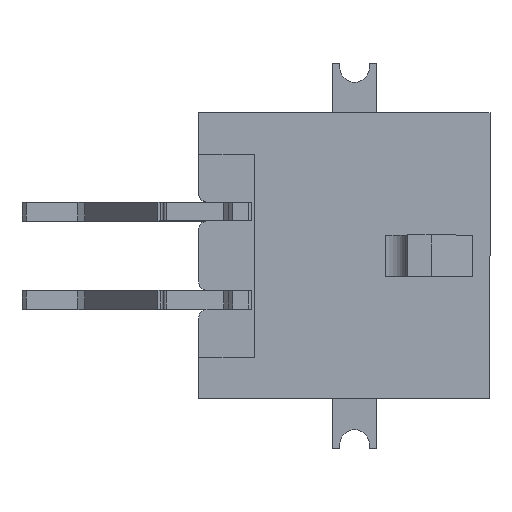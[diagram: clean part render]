
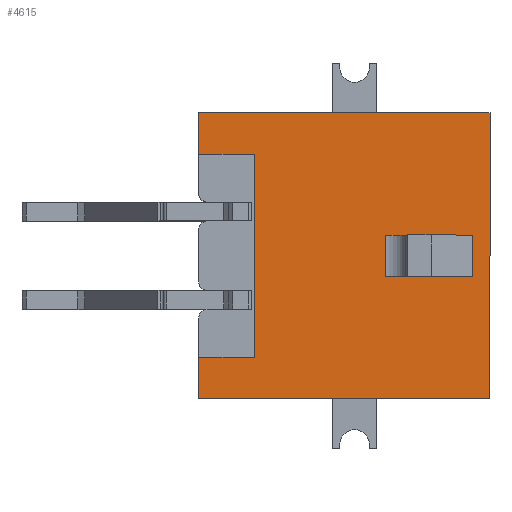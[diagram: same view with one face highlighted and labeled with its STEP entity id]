
A CAD part, top view. The second image highlights one B-rep face of the part: STEP entity #4615.
In plain terms, the highlighted face is planar.
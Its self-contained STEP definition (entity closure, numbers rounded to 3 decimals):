
#539=ORIENTED_EDGE('',*,*,#1780,.F.);
#540=ORIENTED_EDGE('',*,*,#1781,.T.);
#541=ORIENTED_EDGE('',*,*,#1782,.T.);
#542=ORIENTED_EDGE('',*,*,#1783,.T.);
#543=ORIENTED_EDGE('',*,*,#1784,.F.);
#544=ORIENTED_EDGE('',*,*,#1748,.F.);
#545=ORIENTED_EDGE('',*,*,#1772,.T.);
#546=ORIENTED_EDGE('',*,*,#1566,.T.);
#547=ORIENTED_EDGE('',*,*,#1774,.F.);
#548=ORIENTED_EDGE('',*,*,#1756,.F.);
#549=ORIENTED_EDGE('',*,*,#1785,.F.);
#550=ORIENTED_EDGE('',*,*,#1786,.F.);
#1566=EDGE_CURVE('',#2228,#2227,#2684,.T.);
#1748=EDGE_CURVE('',#2364,#2360,#2850,.T.);
#1756=EDGE_CURVE('',#2370,#2371,#2858,.T.);
#1772=EDGE_CURVE('',#2364,#2228,#2874,.T.);
#1774=EDGE_CURVE('',#2371,#2227,#2876,.T.);
#1780=EDGE_CURVE('',#2381,#2382,#2882,.T.);
#1781=EDGE_CURVE('',#2381,#2383,#2883,.F.);
#1782=EDGE_CURVE('',#2383,#2384,#2884,.T.);
#1783=EDGE_CURVE('',#2384,#2382,#2885,.T.);
#1784=EDGE_CURVE('',#2360,#2385,#2886,.T.);
#1785=EDGE_CURVE('',#2386,#2370,#2887,.T.);
#1786=EDGE_CURVE('',#2385,#2386,#2888,.T.);
#2227=VERTEX_POINT('',#6936);
#2228=VERTEX_POINT('',#6938);
#2360=VERTEX_POINT('',#7282);
#2364=VERTEX_POINT('',#7291);
#2370=VERTEX_POINT('',#7307);
#2371=VERTEX_POINT('',#7309);
#2381=VERTEX_POINT('',#7349);
#2382=VERTEX_POINT('',#7350);
#2383=VERTEX_POINT('',#7352);
#2384=VERTEX_POINT('',#7354);
#2385=VERTEX_POINT('',#7357);
#2386=VERTEX_POINT('',#7359);
#2684=LINE('',#6937,#3320);
#2850=LINE('',#7292,#3486);
#2858=LINE('',#7308,#3494);
#2874=LINE('',#7335,#3510);
#2876=LINE('',#7338,#3512);
#2882=LINE('',#7348,#3518);
#2883=LINE('',#7351,#3519);
#2884=LINE('',#7353,#3520);
#2885=LINE('',#7355,#3521);
#2886=LINE('',#7356,#3522);
#2887=LINE('',#7358,#3523);
#2888=LINE('',#7360,#3524);
#3320=VECTOR('',#5656,1000.);
#3486=VECTOR('',#5926,1000.);
#3494=VECTOR('',#5938,1000.);
#3510=VECTOR('',#5958,1000.);
#3512=VECTOR('',#5962,1000.);
#3518=VECTOR('',#5974,1000.);
#3519=VECTOR('',#5975,1000.);
#3520=VECTOR('',#5976,1000.);
#3521=VECTOR('',#5977,1000.);
#3522=VECTOR('',#5978,1000.);
#3523=VECTOR('',#5979,1000.);
#3524=VECTOR('',#5980,1000.);
#3911=EDGE_LOOP('',(#539,#540,#541,#542));
#3912=EDGE_LOOP('',(#543,#544,#545,#546,#547,#548,#549,#550));
#4159=FACE_BOUND('',#3911,.T.);
#4160=FACE_BOUND('',#3912,.T.);
#4391=PLANE('',#5315);
#4615=ADVANCED_FACE('',(#4159,#4160),#4391,.T.);
#5315=AXIS2_PLACEMENT_3D('',#7347,#5972,#5973);
#5656=DIRECTION('',(0.,1.,0.));
#5926=DIRECTION('',(0.,1.,0.));
#5938=DIRECTION('',(0.,1.,0.));
#5958=DIRECTION('',(0.,0.,1.));
#5962=DIRECTION('',(0.,0.,1.));
#5972=DIRECTION('',(-1.,0.,0.));
#5973=DIRECTION('',(0.,0.,1.));
#5974=DIRECTION('',(0.,0.,1.));
#5975=DIRECTION('',(0.,-1.,0.));
#5976=DIRECTION('',(0.,0.,1.));
#5977=DIRECTION('',(0.,-1.,0.));
#5978=DIRECTION('',(0.,0.,1.));
#5979=DIRECTION('',(0.,0.,-1.));
#5980=DIRECTION('',(0.,1.,0.));
#6936=CARTESIAN_POINT('',(-3.43,4.85,4.95));
#6937=CARTESIAN_POINT('',(-3.43,-4.85,4.95));
#6938=CARTESIAN_POINT('',(-3.43,-4.85,4.95));
#7282=CARTESIAN_POINT('',(-3.43,-3.45,-4.95));
#7291=CARTESIAN_POINT('',(-3.43,-4.85,-4.95));
#7292=CARTESIAN_POINT('',(-3.43,-4.85,-4.95));
#7307=CARTESIAN_POINT('',(-3.43,3.45,-4.95));
#7308=CARTESIAN_POINT('',(-3.43,-4.85,-4.95));
#7309=CARTESIAN_POINT('',(-3.43,4.85,-4.95));
#7335=CARTESIAN_POINT('',(-3.43,-4.85,-4.95));
#7338=CARTESIAN_POINT('',(-3.43,4.85,-4.95));
#7347=CARTESIAN_POINT('',(-3.43,-4.85,-4.95));
#7348=CARTESIAN_POINT('',(-3.43,-0.7,2.15));
#7349=CARTESIAN_POINT('',(-3.43,-0.7,1.4));
#7350=CARTESIAN_POINT('',(-3.43,-0.7,4.35));
#7351=CARTESIAN_POINT('',(-3.43,0.7,1.4));
#7352=CARTESIAN_POINT('',(-3.43,0.7,1.4));
#7353=CARTESIAN_POINT('',(-3.43,0.7,2.15));
#7354=CARTESIAN_POINT('',(-3.43,0.7,4.35));
#7355=CARTESIAN_POINT('',(-3.43,0.7,4.35));
#7356=CARTESIAN_POINT('',(-3.43,-3.45,-4.95));
#7357=CARTESIAN_POINT('',(-3.43,-3.45,-3.05));
#7358=CARTESIAN_POINT('',(-3.43,3.45,-3.05));
#7359=CARTESIAN_POINT('',(-3.43,3.45,-3.05));
#7360=CARTESIAN_POINT('',(-3.43,-3.45,-3.05));
